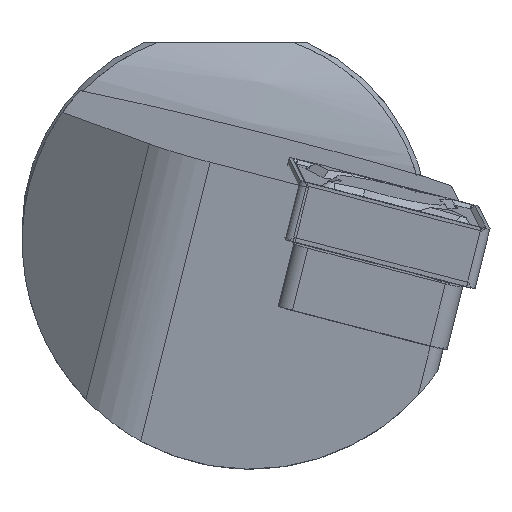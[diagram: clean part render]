
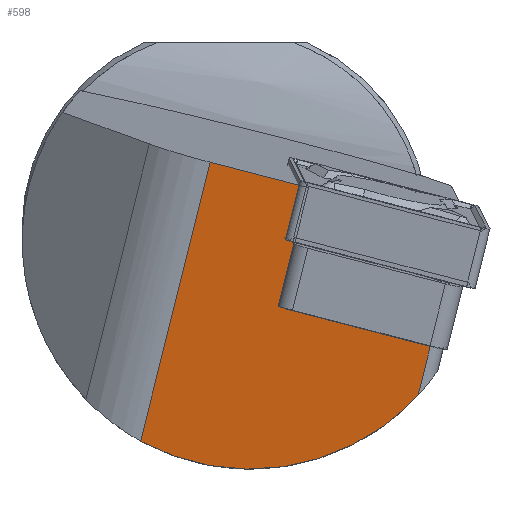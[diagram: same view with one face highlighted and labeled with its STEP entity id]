
A CAD part, left-side view. The second image highlights one B-rep face of the part: STEP entity #598.
In plain terms, the highlighted planar face has unit normal (-0.991, 0.107, -0.081).
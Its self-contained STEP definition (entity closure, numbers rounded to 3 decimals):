
#563=ELLIPSE('',#2236,11.302,11.2);
#598=ADVANCED_FACE('',(#756),#696,.F.);
#696=PLANE('',#2237);
#756=FACE_OUTER_BOUND('',#850,.T.);
#850=EDGE_LOOP('',(#1287,#1288,#1289,#1290,#1291,#1292,#1293));
#954=LINE('',#2882,#1108);
#961=LINE('',#2914,#1115);
#962=LINE('',#2919,#1116);
#967=LINE('',#2960,#1121);
#968=LINE('',#2961,#1122);
#969=LINE('',#2962,#1123);
#1108=VECTOR('',#2395,1.);
#1115=VECTOR('',#2412,1.);
#1116=VECTOR('',#2417,1.);
#1121=VECTOR('',#2428,1.);
#1122=VECTOR('',#2429,1.);
#1123=VECTOR('',#2430,1.);
#1287=ORIENTED_EDGE('',*,*,#1940,.T.);
#1288=ORIENTED_EDGE('',*,*,#1918,.T.);
#1289=ORIENTED_EDGE('',*,*,#1941,.F.);
#1290=ORIENTED_EDGE('',*,*,#1930,.F.);
#1291=ORIENTED_EDGE('',*,*,#1942,.T.);
#1292=ORIENTED_EDGE('',*,*,#1943,.T.);
#1293=ORIENTED_EDGE('',*,*,#1932,.F.);
#1756=VERTEX_POINT('',#2879);
#1757=VERTEX_POINT('',#2881);
#1762=VERTEX_POINT('',#2893);
#1769=VERTEX_POINT('',#2913);
#1771=VERTEX_POINT('',#2918);
#1772=VERTEX_POINT('',#2920);
#1777=VERTEX_POINT('',#2963);
#1918=EDGE_CURVE('',#1756,#1757,#954,.T.);
#1930=EDGE_CURVE('',#1769,#1762,#961,.T.);
#1932=EDGE_CURVE('',#1771,#1772,#962,.T.);
#1940=EDGE_CURVE('',#1771,#1756,#967,.T.);
#1941=EDGE_CURVE('',#1762,#1757,#968,.T.);
#1942=EDGE_CURVE('',#1769,#1777,#969,.T.);
#1943=EDGE_CURVE('',#1777,#1772,#563,.T.);
#2236=AXIS2_PLACEMENT_3D('',#2964,#2431,#2432);
#2237=AXIS2_PLACEMENT_3D('',#2965,#2433,#2434);
#2395=DIRECTION('',(0.084,0.965,0.25));
#2412=DIRECTION('',(-0.084,-0.965,-0.25));
#2417=DIRECTION('',(0.105,0.241,-0.965));
#2428=DIRECTION('',(0.084,0.965,0.25));
#2429=DIRECTION('',(0.105,0.241,-0.965));
#2430=DIRECTION('',(0.105,0.241,-0.965));
#2431=DIRECTION('',(-0.991,0.108,-0.081));
#2432=DIRECTION('',(0.134,0.793,-0.594));
#2433=DIRECTION('',(0.991,-0.108,0.081));
#2434=DIRECTION('',(0.108,0.994,0.));
#2879=CARTESIAN_POINT('',(2.099,-2.797,-3.862));
#2881=CARTESIAN_POINT('',(2.114,-2.626,-3.818));
#2882=CARTESIAN_POINT('',(1.463,-10.067,-5.743));
#2893=CARTESIAN_POINT('',(1.48,-4.084,2.03));
#2913=CARTESIAN_POINT('',(1.904,0.754,3.282));
#2914=CARTESIAN_POINT('',(0.829,-11.525,0.104));
#2918=CARTESIAN_POINT('',(1.463,-10.067,-5.743));
#2919=CARTESIAN_POINT('',(3.411,-5.582,-23.731));
#2920=CARTESIAN_POINT('',(1.726,-9.461,-8.173));
#2960=CARTESIAN_POINT('',(1.463,-10.067,-5.743));
#2961=CARTESIAN_POINT('',(4.062,1.859,-21.805));
#2962=CARTESIAN_POINT('',(4.485,6.696,-20.553));
#2963=CARTESIAN_POINT('',(3.388,4.171,-10.423));
#2964=CARTESIAN_POINT('',(2.006,-1.209,-0.6));
#2965=CARTESIAN_POINT('',(3.411,-5.582,-23.731));
